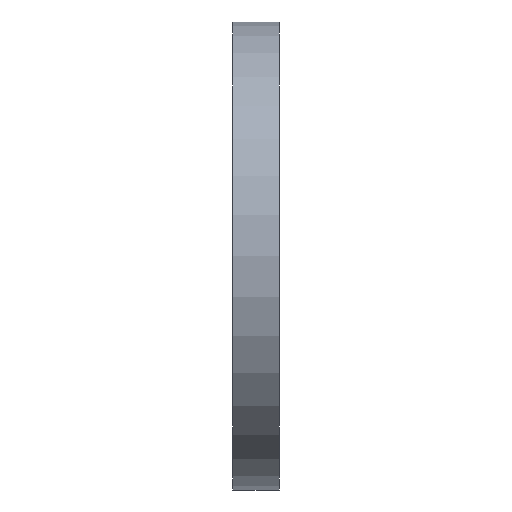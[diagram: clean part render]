
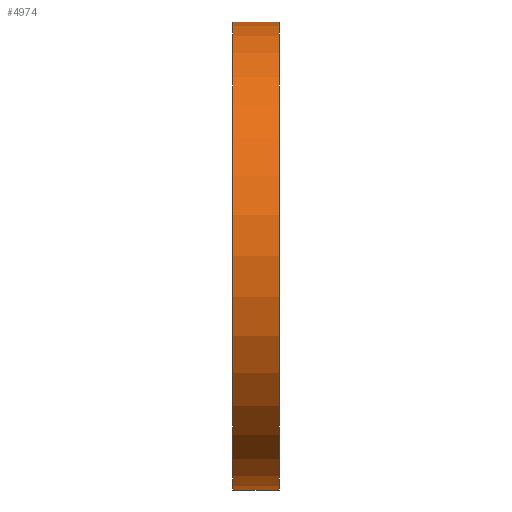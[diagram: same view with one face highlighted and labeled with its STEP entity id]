
A CAD part, front view. The second image highlights one B-rep face of the part: STEP entity #4974.
In plain terms, the highlighted cylindrical face has radius 31.75 mm (diameter 63.5 mm), a partial arc.
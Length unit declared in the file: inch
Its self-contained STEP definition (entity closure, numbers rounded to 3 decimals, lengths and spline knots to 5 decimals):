
#35 = CARTESIAN_POINT ( 'NONE',  ( 0.25, 0., 0. ) ) ;
#49 = CARTESIAN_POINT ( 'NONE',  ( -0.3937, 0., 1.25 ) ) ;
#77 = LINE ( 'NONE', #49, #4985 ) ;
#523 = CARTESIAN_POINT ( 'NONE',  ( -0.3937, 0., 0. ) ) ;
#552 = CARTESIAN_POINT ( 'NONE',  ( 0., 0., 0. ) ) ;
#632 = VERTEX_POINT ( 'NONE', #2783 ) ;
#669 = AXIS2_PLACEMENT_3D ( 'NONE', #552, #2180, #5153 ) ;
#686 = EDGE_CURVE ( 'NONE', #632, #5159, #1184, .T. ) ;
#737 = VERTEX_POINT ( 'NONE', #4073 ) ;
#829 = ORIENTED_EDGE ( 'NONE', *, *, #686, .F. ) ;
#1066 = VERTEX_POINT ( 'NONE', #4012 ) ;
#1184 = LINE ( 'NONE', #2369, #3930 ) ;
#1529 = ORIENTED_EDGE ( 'NONE', *, *, #2683, .T. ) ;
#1680 = DIRECTION ( 'NONE',  ( -1., 0., 0. ) ) ;
#1700 = EDGE_CURVE ( 'NONE', #1066, #737, #77, .T. ) ;
#1802 = EDGE_CURVE ( 'NONE', #5159, #737, #2205, .T. ) ;
#2151 = DIRECTION ( 'NONE',  ( -1., 0., 0. ) ) ;
#2154 = AXIS2_PLACEMENT_3D ( 'NONE', #523, #2151, #3262 ) ;
#2180 = DIRECTION ( 'NONE',  ( -1., 0., 0. ) ) ;
#2205 = CIRCLE ( 'NONE', #669, 1.25 ) ;
#2369 = CARTESIAN_POINT ( 'NONE',  ( -0.3937, 0., -1.25 ) ) ;
#2557 = FACE_OUTER_BOUND ( 'NONE', #4013, .T. ) ;
#2683 = EDGE_CURVE ( 'NONE', #632, #1066, #2834, .T. ) ;
#2783 = CARTESIAN_POINT ( 'NONE',  ( 0.25, 0., -1.25 ) ) ;
#2834 = CIRCLE ( 'NONE', #3177, 1.25 ) ;
#3177 = AXIS2_PLACEMENT_3D ( 'NONE', #35, #1680, #3668 ) ;
#3262 = DIRECTION ( 'NONE',  ( 0., 0., 1. ) ) ;
#3372 = ORIENTED_EDGE ( 'NONE', *, *, #1802, .F. ) ;
#3650 = DIRECTION ( 'NONE',  ( -1., 0., 0. ) ) ;
#3668 = DIRECTION ( 'NONE',  ( 0., 0., 1. ) ) ;
#3930 = VECTOR ( 'NONE', #3650, 39.37008 ) ;
#4012 = CARTESIAN_POINT ( 'NONE',  ( 0.25, 0., 1.25 ) ) ;
#4013 = EDGE_LOOP ( 'NONE', ( #829, #1529, #5051, #3372 ) ) ;
#4073 = CARTESIAN_POINT ( 'NONE',  ( 0., 0., 1.25 ) ) ;
#4223 = CYLINDRICAL_SURFACE ( 'NONE', #2154, 1.25 ) ;
#4488 = CARTESIAN_POINT ( 'NONE',  ( 0., 0., -1.25 ) ) ;
#4934 = DIRECTION ( 'NONE',  ( -1., 0., 0. ) ) ;
#4974 = ADVANCED_FACE ( 'NONE', ( #2557 ), #4223, .T. ) ;
#4985 = VECTOR ( 'NONE', #4934, 39.37008 ) ;
#5051 = ORIENTED_EDGE ( 'NONE', *, *, #1700, .T. ) ;
#5153 = DIRECTION ( 'NONE',  ( 0., 0., 1. ) ) ;
#5159 = VERTEX_POINT ( 'NONE', #4488 ) ;
